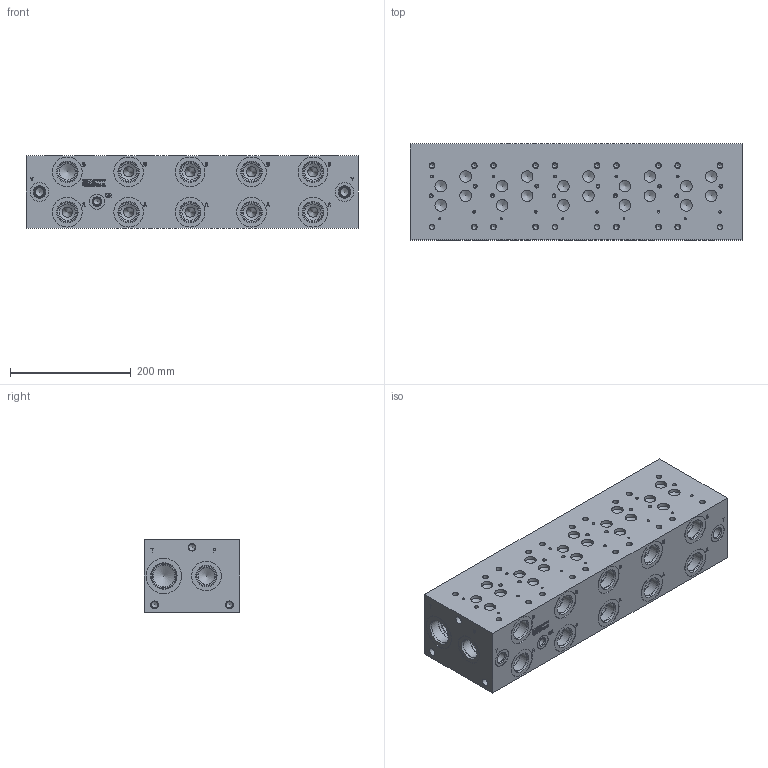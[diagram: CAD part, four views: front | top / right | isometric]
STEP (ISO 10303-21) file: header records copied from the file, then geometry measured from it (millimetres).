
FILE_DESCRIPTION(/* description */ (''),/* implementation_level */ '2;1');
FILE_NAME(/* name */ '_D07HP054S.stp',/* time_stamp */ '2021-06-29T13:04:37-04:00',/* author */ ('anthonyv'),/* organization */ (''),/* preprocessor_version */ 'ST-DEVELOPER v18.1',/* originating_system */ 'Autodesk Inventor 2021',/* authorisation */ '');
FILE_SCHEMA (('AUTOMOTIVE_DESIGN { 1 0 10303 214 3 1 1 }'));
Length unit declared in the file: millimetre
Products named in the file (1): Part_AD07HP054S_3D
Bounding box: 549.25 x 158.75 x 120.65 mm (x, y, z)
Volume: 9938090.2 mm3; surface area: 438936.7 mm2
Topology: 1 solids, 1 shells, 1049 faces, 2843 edges, 1929 vertices
Faces by surface type: plane 511, cylinder 202, bspline 177, cone 159
Full cylindrical faces by diameter (mm): 3.175 x5, 4.343 x10, 5.105 x10, 6.35 x10, 7.925 x20, 9.525 x20, 10.719 x7, 12.7 x6, 12.9 x1, 14.275 x3, 14.529 x1, 17.501 x2, 19.05 x22, 19.253 x2, 25.019 x1, 27 x12, 30.632 x2, 31.267 x12, 33.34 x2, 33.35 x10, 33.757 x12, 35.509 x10, 35.712 x2, 39.218 x2, 41.275 x1, 41.28 x1, 41.758 x1, 43.51 x1, 49.124 x12, 58.572 x2
Entity records: 34412 total; most frequent: CARTESIAN_POINT 8035, ORIENTED_EDGE 5510, DIRECTION 4882, EDGE_CURVE 2755, VERTEX_POINT 1929, LINE 1666, VECTOR 1666, AXIS2_PLACEMENT_3D 1608
